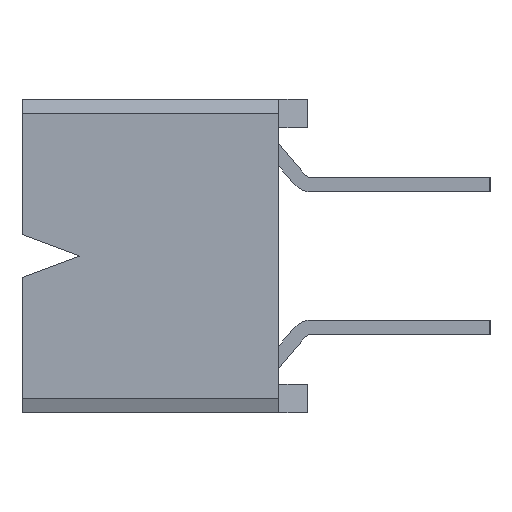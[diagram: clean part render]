
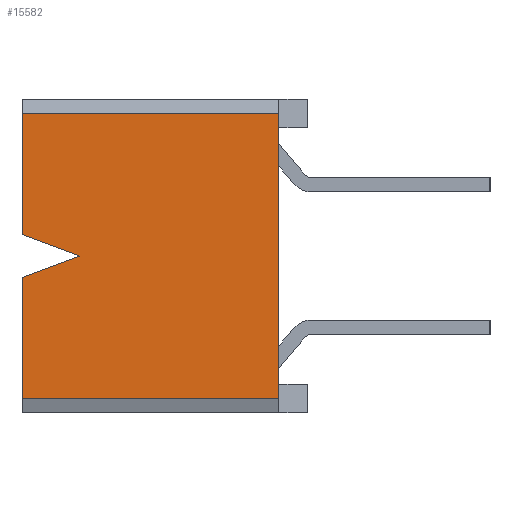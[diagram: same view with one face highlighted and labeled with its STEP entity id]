
A CAD part, left-side view. The second image highlights one B-rep face of the part: STEP entity #15582.
In plain terms, the highlighted planar face has unit normal (-1, 0, 0).
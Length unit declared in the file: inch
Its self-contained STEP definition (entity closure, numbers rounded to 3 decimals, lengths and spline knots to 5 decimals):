
#744=FACE_OUTER_BOUND('',#1638,.T.);
#1638=EDGE_LOOP('',(#12171,#12172,#12173,#12174,#12175,#12176,#12177));
#3060=LINE('',#23321,#5154);
#3061=LINE('',#23323,#5155);
#3062=LINE('',#23325,#5156);
#3063=LINE('',#23327,#5157);
#3064=LINE('',#23329,#5158);
#3065=LINE('',#23331,#5159);
#3066=LINE('',#23332,#5160);
#5154=VECTOR('',#19119,39.37008);
#5155=VECTOR('',#19120,39.37008);
#5156=VECTOR('',#19121,39.37008);
#5157=VECTOR('',#19122,39.37008);
#5158=VECTOR('',#19123,39.37008);
#5159=VECTOR('',#19124,39.37008);
#5160=VECTOR('',#19125,39.37008);
#6997=VERTEX_POINT('',#23319);
#6998=VERTEX_POINT('',#23320);
#6999=VERTEX_POINT('',#23322);
#7000=VERTEX_POINT('',#23324);
#7001=VERTEX_POINT('',#23326);
#7002=VERTEX_POINT('',#23328);
#7003=VERTEX_POINT('',#23330);
#8844=EDGE_CURVE('',#6997,#6998,#3060,.T.);
#8845=EDGE_CURVE('',#6998,#6999,#3061,.T.);
#8846=EDGE_CURVE('',#7000,#6999,#3062,.T.);
#8847=EDGE_CURVE('',#7000,#7001,#3063,.T.);
#8848=EDGE_CURVE('',#7001,#7002,#3064,.T.);
#8849=EDGE_CURVE('',#7002,#7003,#3065,.T.);
#8850=EDGE_CURVE('',#6997,#7003,#3066,.T.);
#12171=ORIENTED_EDGE('',*,*,#8844,.T.);
#12172=ORIENTED_EDGE('',*,*,#8845,.T.);
#12173=ORIENTED_EDGE('',*,*,#8846,.F.);
#12174=ORIENTED_EDGE('',*,*,#8847,.T.);
#12175=ORIENTED_EDGE('',*,*,#8848,.T.);
#12176=ORIENTED_EDGE('',*,*,#8849,.T.);
#12177=ORIENTED_EDGE('',*,*,#8850,.F.);
#14748=PLANE('',#16603);
#15582=ADVANCED_FACE('',(#744),#14748,.F.);
#16603=AXIS2_PLACEMENT_3D('',#23318,#19117,#19118);
#19117=DIRECTION('center_axis',(1.,0.,0.));
#19118=DIRECTION('ref_axis',(0.,0.,-1.));
#19119=DIRECTION('',(0.,-0.936,-0.351));
#19120=DIRECTION('',(0.,0.936,-0.351));
#19121=DIRECTION('',(0.,0.,1.));
#19122=DIRECTION('',(0.,-1.,0.));
#19123=DIRECTION('',(0.,0.,1.));
#19124=DIRECTION('',(0.,1.,0.));
#19125=DIRECTION('',(0.,0.,1.));
#23318=CARTESIAN_POINT('Origin',(-0.75,0.2,-0.11));
#23319=CARTESIAN_POINT('',(-0.75,0.2,0.015));
#23320=CARTESIAN_POINT('',(-0.75,0.16,0.));
#23321=CARTESIAN_POINT('',(-0.75,0.2,0.015));
#23322=CARTESIAN_POINT('',(-0.75,0.2,-0.015));
#23323=CARTESIAN_POINT('',(-0.75,0.16,0.));
#23324=CARTESIAN_POINT('',(-0.75,0.2,-0.1));
#23325=CARTESIAN_POINT('',(-0.75,0.2,-0.11));
#23326=CARTESIAN_POINT('',(-0.75,0.02,-0.1));
#23327=CARTESIAN_POINT('',(-0.75,0.2,-0.1));
#23328=CARTESIAN_POINT('',(-0.75,0.02,0.1));
#23329=CARTESIAN_POINT('',(-0.75,0.02,-0.09));
#23330=CARTESIAN_POINT('',(-0.75,0.2,0.1));
#23331=CARTESIAN_POINT('',(-0.75,0.2,0.1));
#23332=CARTESIAN_POINT('',(-0.75,0.2,-0.11));
